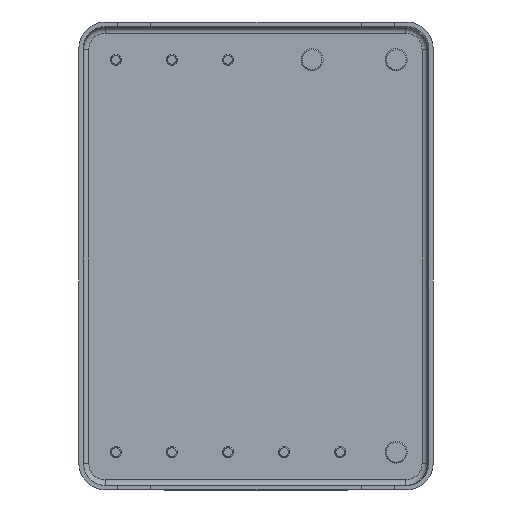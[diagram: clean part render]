
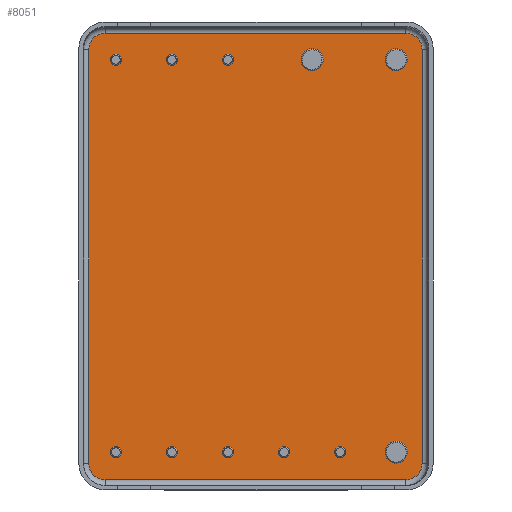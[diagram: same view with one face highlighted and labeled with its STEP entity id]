
A CAD part, front view. The second image highlights one B-rep face of the part: STEP entity #8051.
In plain terms, the highlighted planar face has unit normal (0, -1, 0).
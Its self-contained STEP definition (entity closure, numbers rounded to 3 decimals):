
#97=VECTOR('',#9477,1.);
#98=VECTOR('',#9480,1.);
#99=VECTOR('',#9483,1.);
#100=VECTOR('',#9486,1.);
#967=LINE('',#11383,#97);
#968=LINE('',#11387,#98);
#969=LINE('',#11391,#99);
#970=LINE('',#11395,#100);
#1904=PLANE('',#8640);
#2193=VERTEX_POINT('',#11097);
#2202=VERTEX_POINT('',#11123);
#2211=VERTEX_POINT('',#11149);
#2220=VERTEX_POINT('',#11175);
#2229=VERTEX_POINT('',#11201);
#2238=VERTEX_POINT('',#11227);
#2247=VERTEX_POINT('',#11253);
#2256=VERTEX_POINT('',#11279);
#2265=VERTEX_POINT('',#11305);
#2274=VERTEX_POINT('',#11331);
#2283=VERTEX_POINT('',#11357);
#2291=VERTEX_POINT('',#11381);
#2292=VERTEX_POINT('',#11382);
#2293=VERTEX_POINT('',#11384);
#2294=VERTEX_POINT('',#11386);
#2295=VERTEX_POINT('',#11388);
#2296=VERTEX_POINT('',#11390);
#2297=VERTEX_POINT('',#11392);
#2298=VERTEX_POINT('',#11394);
#2980=CIRCLE('',#8455,1.);
#2989=CIRCLE('',#8472,0.5);
#2998=CIRCLE('',#8489,0.5);
#3007=CIRCLE('',#8506,0.5);
#3016=CIRCLE('',#8523,0.5);
#3025=CIRCLE('',#8540,0.5);
#3034=CIRCLE('',#8557,0.5);
#3043=CIRCLE('',#8574,0.5);
#3052=CIRCLE('',#8591,0.5);
#3061=CIRCLE('',#8608,1.);
#3070=CIRCLE('',#8625,1.);
#3078=CIRCLE('',#8641,1.5);
#3079=CIRCLE('',#8642,1.5);
#3080=CIRCLE('',#8643,1.5);
#3081=CIRCLE('',#8644,1.5);
#3227=EDGE_CURVE('',#2193,#2193,#2980,.T.);
#3236=EDGE_CURVE('',#2202,#2202,#2989,.T.);
#3245=EDGE_CURVE('',#2211,#2211,#2998,.T.);
#3254=EDGE_CURVE('',#2220,#2220,#3007,.T.);
#3263=EDGE_CURVE('',#2229,#2229,#3016,.T.);
#3272=EDGE_CURVE('',#2238,#2238,#3025,.T.);
#3281=EDGE_CURVE('',#2247,#2247,#3034,.T.);
#3290=EDGE_CURVE('',#2256,#2256,#3043,.T.);
#3299=EDGE_CURVE('',#2265,#2265,#3052,.T.);
#3308=EDGE_CURVE('',#2274,#2274,#3061,.T.);
#3317=EDGE_CURVE('',#2283,#2283,#3070,.T.);
#3325=EDGE_CURVE('',#2291,#2292,#3078,.T.);
#3326=EDGE_CURVE('',#2293,#2291,#967,.T.);
#3327=EDGE_CURVE('',#2294,#2293,#3079,.T.);
#3328=EDGE_CURVE('',#2295,#2294,#968,.T.);
#3329=EDGE_CURVE('',#2296,#2295,#3080,.T.);
#3330=EDGE_CURVE('',#2297,#2296,#969,.T.);
#3331=EDGE_CURVE('',#2298,#2297,#3081,.T.);
#3332=EDGE_CURVE('',#2292,#2298,#970,.T.);
#4554=ORIENTED_EDGE('',*,*,#3227,.T.);
#4555=ORIENTED_EDGE('',*,*,#3236,.T.);
#4556=ORIENTED_EDGE('',*,*,#3245,.T.);
#4557=ORIENTED_EDGE('',*,*,#3254,.T.);
#4558=ORIENTED_EDGE('',*,*,#3263,.T.);
#4559=ORIENTED_EDGE('',*,*,#3272,.T.);
#4560=ORIENTED_EDGE('',*,*,#3281,.T.);
#4561=ORIENTED_EDGE('',*,*,#3290,.T.);
#4562=ORIENTED_EDGE('',*,*,#3299,.T.);
#4563=ORIENTED_EDGE('',*,*,#3308,.T.);
#4564=ORIENTED_EDGE('',*,*,#3317,.T.);
#4565=ORIENTED_EDGE('',*,*,#3325,.F.);
#4566=ORIENTED_EDGE('',*,*,#3326,.F.);
#4567=ORIENTED_EDGE('',*,*,#3327,.F.);
#4568=ORIENTED_EDGE('',*,*,#3328,.F.);
#4569=ORIENTED_EDGE('',*,*,#3329,.F.);
#4570=ORIENTED_EDGE('',*,*,#3330,.F.);
#4571=ORIENTED_EDGE('',*,*,#3331,.F.);
#4572=ORIENTED_EDGE('',*,*,#3332,.F.);
#6858=EDGE_LOOP('',(#4554));
#6859=EDGE_LOOP('',(#4555));
#6860=EDGE_LOOP('',(#4556));
#6861=EDGE_LOOP('',(#4557));
#6862=EDGE_LOOP('',(#4558));
#6863=EDGE_LOOP('',(#4559));
#6864=EDGE_LOOP('',(#4560));
#6865=EDGE_LOOP('',(#4561));
#6866=EDGE_LOOP('',(#4562));
#6867=EDGE_LOOP('',(#4563));
#6868=EDGE_LOOP('',(#4564));
#6869=EDGE_LOOP('',(#4565,#4566,#4567,#4568,#4569,#4570,#4571,#4572));
#7493=FACE_BOUND('',#6858,.T.);
#7494=FACE_BOUND('',#6859,.T.);
#7495=FACE_BOUND('',#6860,.T.);
#7496=FACE_BOUND('',#6861,.T.);
#7497=FACE_BOUND('',#6862,.T.);
#7498=FACE_BOUND('',#6863,.T.);
#7499=FACE_BOUND('',#6864,.T.);
#7500=FACE_BOUND('',#6865,.T.);
#7501=FACE_BOUND('',#6866,.T.);
#7502=FACE_BOUND('',#6867,.T.);
#7503=FACE_BOUND('',#6868,.T.);
#7504=FACE_BOUND('',#6869,.T.);
#8051=ADVANCED_FACE('',(#7493,#7494,#7495,#7496,#7497,#7498,#7499,#7500,
#7501,#7502,#7503,#7504),#1904,.T.);
#8455=AXIS2_PLACEMENT_3D('',#11096,#9167,#9168);
#8472=AXIS2_PLACEMENT_3D('',#11122,#9196,#9197);
#8489=AXIS2_PLACEMENT_3D('',#11148,#9224,#9225);
#8506=AXIS2_PLACEMENT_3D('',#11174,#9252,#9253);
#8523=AXIS2_PLACEMENT_3D('',#11200,#9280,#9281);
#8540=AXIS2_PLACEMENT_3D('',#11226,#9308,#9309);
#8557=AXIS2_PLACEMENT_3D('',#11252,#9336,#9337);
#8574=AXIS2_PLACEMENT_3D('',#11278,#9364,#9365);
#8591=AXIS2_PLACEMENT_3D('',#11304,#9392,#9393);
#8608=AXIS2_PLACEMENT_3D('',#11330,#9420,#9421);
#8625=AXIS2_PLACEMENT_3D('',#11356,#9449,#9450);
#8640=AXIS2_PLACEMENT_3D('',#11379,#9474,$);
#8641=AXIS2_PLACEMENT_3D('',#11380,#9475,#9476);
#8642=AXIS2_PLACEMENT_3D('',#11385,#9478,#9479);
#8643=AXIS2_PLACEMENT_3D('',#11389,#9481,#9482);
#8644=AXIS2_PLACEMENT_3D('',#11393,#9484,#9485);
#9167=DIRECTION('',(0.,1.,0.));
#9168=DIRECTION('',(-0.837,0.,-0.547));
#9196=DIRECTION('',(0.,1.,0.));
#9197=DIRECTION('',(0.419,0.,0.273));
#9224=DIRECTION('',(0.,1.,0.));
#9225=DIRECTION('',(0.419,0.,0.273));
#9252=DIRECTION('',(0.,1.,0.));
#9253=DIRECTION('',(0.419,0.,0.273));
#9280=DIRECTION('',(0.,1.,0.));
#9281=DIRECTION('',(-0.419,0.,-0.273));
#9308=DIRECTION('',(0.,1.,0.));
#9309=DIRECTION('',(-0.419,0.,-0.273));
#9336=DIRECTION('',(0.,1.,0.));
#9337=DIRECTION('',(0.419,0.,0.273));
#9364=DIRECTION('',(0.,1.,0.));
#9365=DIRECTION('',(0.419,0.,0.273));
#9392=DIRECTION('',(0.,1.,0.));
#9393=DIRECTION('',(0.419,0.,0.273));
#9420=DIRECTION('',(0.,1.,0.));
#9421=DIRECTION('',(-0.837,0.,-0.547));
#9449=DIRECTION('',(0.,1.,0.));
#9450=DIRECTION('',(0.837,0.,0.547));
#9474=DIRECTION('',(0.,-1.,0.));
#9475=DIRECTION('',(0.,1.,0.));
#9476=DIRECTION('',(-1.061,0.,1.061));
#9477=DIRECTION('',(0.,0.,1.));
#9478=DIRECTION('',(0.,1.,0.));
#9479=DIRECTION('',(-1.061,0.,-1.061));
#9480=DIRECTION('',(-1.,0.,0.));
#9481=DIRECTION('',(0.,1.,0.));
#9482=DIRECTION('',(1.061,0.,-1.061));
#9483=DIRECTION('',(0.,0.,-1.));
#9484=DIRECTION('',(0.,1.,0.));
#9485=DIRECTION('',(1.061,0.,1.061));
#9486=DIRECTION('',(1.,0.,0.));
#11096=CARTESIAN_POINT('',(4.985,-4.01,17.78));
#11097=CARTESIAN_POINT('',(5.822,-4.01,18.327));
#11122=CARTESIAN_POINT('',(-12.795,-4.01,17.78));
#11123=CARTESIAN_POINT('',(-13.214,-4.01,17.507));
#11148=CARTESIAN_POINT('',(-2.635,-4.01,17.78));
#11149=CARTESIAN_POINT('',(-3.054,-4.01,17.507));
#11174=CARTESIAN_POINT('',(-2.635,-4.01,-17.78));
#11175=CARTESIAN_POINT('',(-3.054,-4.01,-18.053));
#11200=CARTESIAN_POINT('',(2.445,-4.01,-17.78));
#11201=CARTESIAN_POINT('',(2.864,-4.01,-17.507));
#11226=CARTESIAN_POINT('',(7.525,-4.01,-17.78));
#11227=CARTESIAN_POINT('',(7.944,-4.01,-17.507));
#11252=CARTESIAN_POINT('',(-12.795,-4.01,-17.78));
#11253=CARTESIAN_POINT('',(-13.214,-4.01,-18.053));
#11278=CARTESIAN_POINT('',(-7.715,-4.01,-17.78));
#11279=CARTESIAN_POINT('',(-8.134,-4.01,-18.053));
#11304=CARTESIAN_POINT('',(-7.715,-4.01,17.78));
#11305=CARTESIAN_POINT('',(-8.134,-4.01,17.507));
#11330=CARTESIAN_POINT('',(12.605,-4.01,17.78));
#11331=CARTESIAN_POINT('',(13.442,-4.01,18.327));
#11356=CARTESIAN_POINT('',(12.605,-4.01,-17.78));
#11357=CARTESIAN_POINT('',(11.768,-4.01,-18.327));
#11379=CARTESIAN_POINT('',(-0.145,-4.01,-0.05));
#11380=CARTESIAN_POINT('',(-13.745,-4.01,18.7));
#11381=CARTESIAN_POINT('',(-15.245,-4.01,18.7));
#11382=CARTESIAN_POINT('',(-13.745,-4.01,20.2));
#11383=CARTESIAN_POINT('',(-15.245,-4.01,-0.05));
#11384=CARTESIAN_POINT('',(-15.245,-4.01,-18.8));
#11385=CARTESIAN_POINT('',(-13.745,-4.01,-18.8));
#11386=CARTESIAN_POINT('',(-13.745,-4.01,-20.3));
#11387=CARTESIAN_POINT('',(-0.145,-4.01,-20.3));
#11388=CARTESIAN_POINT('',(13.455,-4.01,-20.3));
#11389=CARTESIAN_POINT('',(13.455,-4.01,-18.8));
#11390=CARTESIAN_POINT('',(14.955,-4.01,-18.8));
#11391=CARTESIAN_POINT('',(14.955,-4.01,-0.05));
#11392=CARTESIAN_POINT('',(14.955,-4.01,18.7));
#11393=CARTESIAN_POINT('',(13.455,-4.01,18.7));
#11394=CARTESIAN_POINT('',(13.455,-4.01,20.2));
#11395=CARTESIAN_POINT('',(-0.145,-4.01,20.2));
